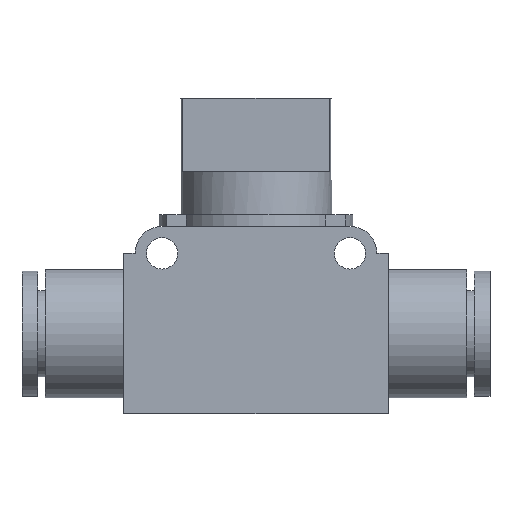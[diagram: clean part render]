
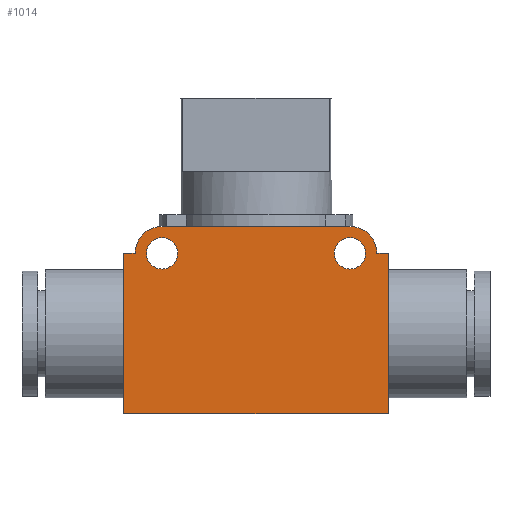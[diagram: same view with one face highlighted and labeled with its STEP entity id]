
A CAD part, front view. The second image highlights one B-rep face of the part: STEP entity #1014.
In plain terms, the highlighted planar face has unit normal (0, -1, 0).
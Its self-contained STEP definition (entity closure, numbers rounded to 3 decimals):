
#51=LINE('',#1395,#99);
#58=LINE('',#1417,#106);
#61=LINE('',#1425,#109);
#64=LINE('',#1431,#112);
#67=LINE('',#1439,#115);
#70=LINE('',#1455,#118);
#99=VECTOR('',#1170,1000.);
#106=VECTOR('',#1193,1000.);
#109=VECTOR('',#1200,1000.);
#112=VECTOR('',#1205,1000.);
#115=VECTOR('',#1212,1000.);
#118=VECTOR('',#1229,1000.);
#207=ORIENTED_EDGE('',*,*,#361,.F.);
#208=ORIENTED_EDGE('',*,*,#359,.F.);
#209=ORIENTED_EDGE('',*,*,#336,.F.);
#210=ORIENTED_EDGE('',*,*,#362,.F.);
#211=ORIENTED_EDGE('',*,*,#355,.F.);
#212=ORIENTED_EDGE('',*,*,#351,.F.);
#213=ORIENTED_EDGE('',*,*,#348,.F.);
#214=ORIENTED_EDGE('',*,*,#344,.F.);
#215=ORIENTED_EDGE('',*,*,#340,.F.);
#216=ORIENTED_EDGE('',*,*,#332,.F.);
#332=EDGE_CURVE('',#420,#421,#51,.T.);
#336=EDGE_CURVE('',#424,#420,#477,.T.);
#340=EDGE_CURVE('',#421,#426,#479,.T.);
#344=EDGE_CURVE('',#426,#428,#58,.T.);
#348=EDGE_CURVE('',#428,#431,#61,.T.);
#351=EDGE_CURVE('',#431,#433,#64,.T.);
#355=EDGE_CURVE('',#433,#436,#67,.T.);
#359=EDGE_CURVE('',#439,#439,#484,.T.);
#361=EDGE_CURVE('',#441,#441,#486,.T.);
#362=EDGE_CURVE('',#436,#424,#70,.T.);
#420=VERTEX_POINT('',#1394);
#421=VERTEX_POINT('',#1396);
#424=VERTEX_POINT('',#1404);
#426=VERTEX_POINT('',#1411);
#428=VERTEX_POINT('',#1418);
#431=VERTEX_POINT('',#1426);
#433=VERTEX_POINT('',#1432);
#436=VERTEX_POINT('',#1440);
#439=VERTEX_POINT('',#1448);
#441=VERTEX_POINT('',#1453);
#477=CIRCLE('',#1064,3.442);
#479=CIRCLE('',#1067,3.442);
#484=CIRCLE('',#1077,2.);
#486=CIRCLE('',#1080,2.);
#526=EDGE_LOOP('',(#207));
#527=EDGE_LOOP('',(#208));
#528=EDGE_LOOP('',(#209,#210,#211,#212,#213,#214,#215,#216));
#596=FACE_BOUND('',#526,.T.);
#597=FACE_BOUND('',#527,.T.);
#598=FACE_BOUND('',#528,.T.);
#655=PLANE('',#1083);
#1014=ADVANCED_FACE('',(#596,#597,#598),#655,.F.);
#1064=AXIS2_PLACEMENT_3D('',#1403,#1177,#1178);
#1067=AXIS2_PLACEMENT_3D('',#1410,#1185,#1186);
#1077=AXIS2_PLACEMENT_3D('',#1447,#1219,#1220);
#1080=AXIS2_PLACEMENT_3D('',#1452,#1225,#1226);
#1083=AXIS2_PLACEMENT_3D('',#1458,#1233,#1234);
#1170=DIRECTION('',(1.,0.,0.));
#1177=DIRECTION('',(0.,1.,0.));
#1178=DIRECTION('',(1.,0.,0.));
#1185=DIRECTION('',(0.,1.,0.));
#1186=DIRECTION('',(-1.,0.,0.));
#1193=DIRECTION('',(1.,0.,0.));
#1200=DIRECTION('',(0.,0.,-1.));
#1205=DIRECTION('',(-1.,0.,0.));
#1212=DIRECTION('',(0.,0.,1.));
#1219=DIRECTION('',(0.,-1.,0.));
#1220=DIRECTION('',(1.,0.,0.));
#1225=DIRECTION('',(0.,-1.,0.));
#1226=DIRECTION('',(1.,0.,0.));
#1229=DIRECTION('',(1.,0.,0.));
#1233=DIRECTION('',(0.,1.,0.));
#1234=DIRECTION('',(0.,0.,1.));
#1394=CARTESIAN_POINT('',(-12.,0.,11.942));
#1395=CARTESIAN_POINT('',(-12.,0.,11.942));
#1396=CARTESIAN_POINT('',(12.,0.,11.942));
#1403=CARTESIAN_POINT('',(-12.,0.,8.5));
#1404=CARTESIAN_POINT('',(-15.442,0.,8.5));
#1410=CARTESIAN_POINT('',(12.,0.,8.5));
#1411=CARTESIAN_POINT('',(15.442,0.,8.5));
#1417=CARTESIAN_POINT('',(16.875,0.,8.5));
#1418=CARTESIAN_POINT('',(16.875,0.,8.5));
#1425=CARTESIAN_POINT('',(16.875,0.,8.5));
#1426=CARTESIAN_POINT('',(16.875,0.,-12.));
#1431=CARTESIAN_POINT('',(16.875,0.,-12.));
#1432=CARTESIAN_POINT('',(-16.875,0.,-12.));
#1439=CARTESIAN_POINT('',(-16.875,0.,8.5));
#1440=CARTESIAN_POINT('',(-16.875,0.,8.5));
#1447=CARTESIAN_POINT('',(12.,0.,8.5));
#1448=CARTESIAN_POINT('',(14.,0.,8.5));
#1452=CARTESIAN_POINT('',(-12.,0.,8.5));
#1453=CARTESIAN_POINT('',(-10.,0.,8.5));
#1455=CARTESIAN_POINT('',(-16.875,0.,8.5));
#1458=CARTESIAN_POINT('',(-12.,0.,8.5));
